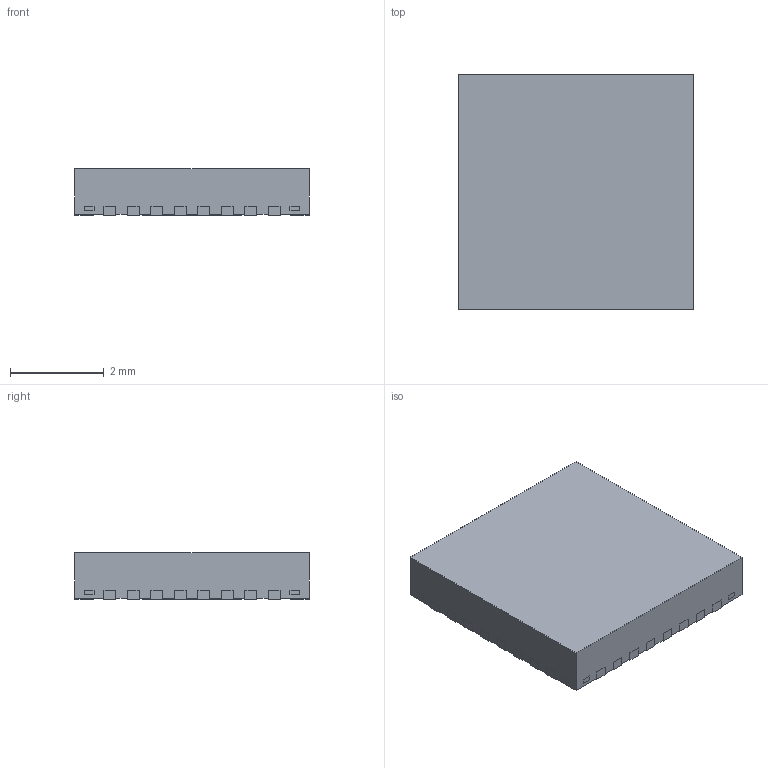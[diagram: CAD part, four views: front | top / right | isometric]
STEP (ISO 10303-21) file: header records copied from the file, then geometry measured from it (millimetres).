
FILE_DESCRIPTION(('CAx-IF Rec.Pracs.---Model Styling and Organization---1.5---2016-08-15','CAx-IF Rec.Pracs.---Geometric and Assembly Validation Properties---4.4---2016-08-17','CAx-IF Rec.Pracs.---User Defined Attributes---1.5---2016-08-15','CAx-IF Rec.Pracs.---External References---2.1---2005-01-19'),'2;1');
FILE_NAME('11832177.step','2023-03-26T13:23:58',('Unspecified'),('Unspecified'),'CAD Exchanger 3.8.1 (cadexchanger.com)','Unspecified','');
FILE_SCHEMA(('AUTOMOTIVE_DESIGN { 1 0 10303 214 1 1 1 1 }'));
Length unit declared in the file: millimetre
Products named in the file (4): RHB0032M_ASM; BODY-QFN; FRAME-RHB0032M; PIN1-ID
Assembly tree (3 placements, depth 2):
  RHB0032M_ASM
    BODY-QFN
    FRAME-RHB0032M
    PIN1-ID
Bounding box: 5 x 5 x 1 mm (x, y, z)
Volume: 24.6 mm3; surface area: 105.7 mm2
Topology: 38 solids, 38 shells, 405 faces, 978 edges, 652 vertices
Faces by surface type: plane 341, cylinder 64
Entity records: 12289 total; most frequent: CARTESIAN_POINT 2042, ORIENTED_EDGE 1956, DIRECTION 1924, EDGE_CURVE 978, LINE 850, VECTOR 850, VERTEX_POINT 652, AXIS2_PLACEMENT_3D 537
